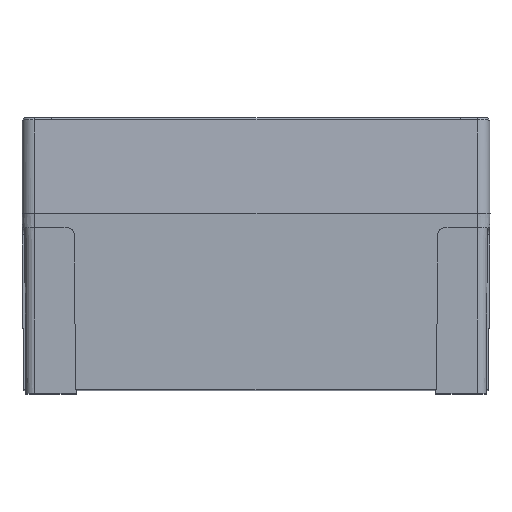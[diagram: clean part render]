
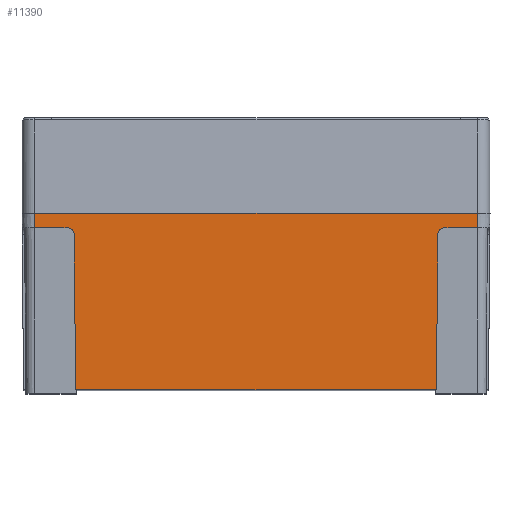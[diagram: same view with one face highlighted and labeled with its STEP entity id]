
A CAD part, top view. The second image highlights one B-rep face of the part: STEP entity #11390.
In plain terms, the highlighted planar face has unit normal (0, -0.009, 1).
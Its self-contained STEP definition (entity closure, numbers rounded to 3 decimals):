
#23 = VERTEX_POINT ( 'NONE', #5520 ) ;
#424 = CARTESIAN_POINT ( 'NONE',  ( -50.533, -5.983, 89.998 ) ) ;
#515 = CARTESIAN_POINT ( 'NONE',  ( -61.55, 0., 90.05 ) ) ;
#540 = CARTESIAN_POINT ( 'NONE',  ( -50.586, 0.096, 90.051 ) ) ;
#616 = ORIENTED_EDGE ( 'NONE', *, *, #3785, .T. ) ;
#635 = DIRECTION ( 'NONE',  ( -1., 0., 0. ) ) ;
#644 = ORIENTED_EDGE ( 'NONE', *, *, #2290, .F. ) ;
#1232 =( BOUNDED_CURVE ( )  B_SPLINE_CURVE ( 3, ( #3624, #2039, #7340, #11063 ),
 .UNSPECIFIED., .F., .F. ) 
 B_SPLINE_CURVE_WITH_KNOTS ( ( 4, 4 ),
 ( 1.58, 3.142 ),
 .UNSPECIFIED. ) 
 CURVE ( )  GEOMETRIC_REPRESENTATION_ITEM ( )  RATIONAL_B_SPLINE_CURVE ( ( 1., 0.807, 0.807, 1. ) ) 
 REPRESENTATION_ITEM ( '' )  );
#1249 = EDGE_CURVE ( 'NONE', #10949, #23, #1232, .T. ) ;
#1281 = ORIENTED_EDGE ( 'NONE', *, *, #1249, .T. ) ;
#1967 = VERTEX_POINT ( 'NONE', #8293 ) ;
#2039 = CARTESIAN_POINT ( 'NONE',  ( 50.543, -4.819, 90.008 ) ) ;
#2042 = LINE ( 'NONE', #11250, #7981 ) ;
#2145 = VECTOR ( 'NONE', #11784, 1000. ) ;
#2201 = CARTESIAN_POINT ( 'NONE',  ( -61.55, -4., 90.015 ) ) ;
#2249 = DIRECTION ( 'NONE',  ( 1., 0., 0. ) ) ;
#2290 = EDGE_CURVE ( 'NONE', #8220, #9489, #2042, .T. ) ;
#2729 = ORIENTED_EDGE ( 'NONE', *, *, #10285, .F. ) ;
#2893 = EDGE_CURVE ( 'NONE', #7844, #1967, #3738, .T. ) ;
#2943 = PLANE ( 'NONE',  #6466 ) ;
#2964 = EDGE_CURVE ( 'NONE', #8882, #1967, #8119, .T. ) ;
#3624 = CARTESIAN_POINT ( 'NONE',  ( 50.533, -5.983, 89.998 ) ) ;
#3689 = LINE ( 'NONE', #7409, #11988 ) ;
#3735 = FACE_OUTER_BOUND ( 'NONE', #4818, .T. ) ;
#3738 =( BOUNDED_CURVE ( )  B_SPLINE_CURVE ( 3, ( #3980, #7637, #8859, #424 ),
 .UNSPECIFIED., .F., .F. ) 
 B_SPLINE_CURVE_WITH_KNOTS ( ( 4, 4 ),
 ( 3.142, 4.704 ),
 .UNSPECIFIED. ) 
 CURVE ( )  GEOMETRIC_REPRESENTATION_ITEM ( )  RATIONAL_B_SPLINE_CURVE ( ( 1., 0.807, 0.807, 1. ) ) 
 REPRESENTATION_ITEM ( '' )  );
#3785 = EDGE_CURVE ( 'NONE', #8220, #7844, #8593, .T. ) ;
#3843 = DIRECTION ( 'NONE',  ( 0., -0.009, 1. ) ) ;
#3980 = CARTESIAN_POINT ( 'NONE',  ( -52.533, -4., 90.015 ) ) ;
#4032 = VECTOR ( 'NONE', #10718, 1000. ) ;
#4711 = EDGE_CURVE ( 'NONE', #9489, #9370, #8896, .T. ) ;
#4818 = EDGE_LOOP ( 'NONE', ( #2729, #1281, #8316, #4978, #7831, #644, #616, #9246, #7688, #6282 ) ) ;
#4848 = DIRECTION ( 'NONE',  ( 0., 1., 0.009 ) ) ;
#4896 = CARTESIAN_POINT ( 'NONE',  ( -50.157, -49., 89.622 ) ) ;
#4978 = ORIENTED_EDGE ( 'NONE', *, *, #11112, .T. ) ;
#5386 = CARTESIAN_POINT ( 'NONE',  ( -61.55, 0., 90.05 ) ) ;
#5520 = CARTESIAN_POINT ( 'NONE',  ( 52.533, -4., 90.015 ) ) ;
#5582 = VERTEX_POINT ( 'NONE', #11600 ) ;
#5700 = CARTESIAN_POINT ( 'NONE',  ( 50.533, -5.983, 89.998 ) ) ;
#6019 = VECTOR ( 'NONE', #6394, 1000. ) ;
#6282 = ORIENTED_EDGE ( 'NONE', *, *, #6390, .T. ) ;
#6390 = EDGE_CURVE ( 'NONE', #8882, #5582, #7985, .T. ) ;
#6394 = DIRECTION ( 'NONE',  ( 1., 0., 0. ) ) ;
#6466 = AXIS2_PLACEMENT_3D ( 'NONE', #9342, #3843, #7562 ) ;
#6909 = LINE ( 'NONE', #8683, #7906 ) ;
#7340 = CARTESIAN_POINT ( 'NONE',  ( 51.369, -4., 90.015 ) ) ;
#7409 = CARTESIAN_POINT ( 'NONE',  ( 50.576, -0.978, 90.041 ) ) ;
#7524 = EDGE_CURVE ( 'NONE', #7786, #23, #8085, .T. ) ;
#7562 = DIRECTION ( 'NONE',  ( 0., -1., -0.009 ) ) ;
#7637 = CARTESIAN_POINT ( 'NONE',  ( -51.369, -4., 90.015 ) ) ;
#7688 = ORIENTED_EDGE ( 'NONE', *, *, #2964, .F. ) ;
#7786 = VERTEX_POINT ( 'NONE', #8672 ) ;
#7831 = ORIENTED_EDGE ( 'NONE', *, *, #4711, .F. ) ;
#7844 = VERTEX_POINT ( 'NONE', #9645 ) ;
#7880 = CARTESIAN_POINT ( 'NONE',  ( 61.55, 0., 90.05 ) ) ;
#7906 = VECTOR ( 'NONE', #10684, 1000. ) ;
#7981 = VECTOR ( 'NONE', #4848, 1000. ) ;
#7985 = LINE ( 'NONE', #11827, #6019 ) ;
#8085 = LINE ( 'NONE', #8889, #9547 ) ;
#8119 = LINE ( 'NONE', #540, #2145 ) ;
#8220 = VERTEX_POINT ( 'NONE', #2201 ) ;
#8293 = CARTESIAN_POINT ( 'NONE',  ( -50.533, -5.983, 89.998 ) ) ;
#8316 = ORIENTED_EDGE ( 'NONE', *, *, #7524, .F. ) ;
#8593 = LINE ( 'NONE', #10593, #11310 ) ;
#8672 = CARTESIAN_POINT ( 'NONE',  ( 61.55, -4., 90.015 ) ) ;
#8683 = CARTESIAN_POINT ( 'NONE',  ( 61.55, 0., 90.05 ) ) ;
#8859 = CARTESIAN_POINT ( 'NONE',  ( -50.543, -4.819, 90.008 ) ) ;
#8882 = VERTEX_POINT ( 'NONE', #4896 ) ;
#8889 = CARTESIAN_POINT ( 'NONE',  ( -61.55, -4., 90.015 ) ) ;
#8896 = LINE ( 'NONE', #515, #4032 ) ;
#9246 = ORIENTED_EDGE ( 'NONE', *, *, #2893, .T. ) ;
#9342 = CARTESIAN_POINT ( 'NONE',  ( -61.55, 0., 90.05 ) ) ;
#9370 = VERTEX_POINT ( 'NONE', #7880 ) ;
#9489 = VERTEX_POINT ( 'NONE', #5386 ) ;
#9547 = VECTOR ( 'NONE', #635, 1000. ) ;
#9645 = CARTESIAN_POINT ( 'NONE',  ( -52.533, -4., 90.015 ) ) ;
#10285 = EDGE_CURVE ( 'NONE', #10949, #5582, #3689, .T. ) ;
#10593 = CARTESIAN_POINT ( 'NONE',  ( -61.55, -4., 90.015 ) ) ;
#10684 = DIRECTION ( 'NONE',  ( 0., 1., 0.009 ) ) ;
#10718 = DIRECTION ( 'NONE',  ( 1., 0., 0. ) ) ;
#10949 = VERTEX_POINT ( 'NONE', #5700 ) ;
#11063 = CARTESIAN_POINT ( 'NONE',  ( 52.533, -4., 90.015 ) ) ;
#11112 = EDGE_CURVE ( 'NONE', #7786, #9370, #6909, .T. ) ;
#11129 = DIRECTION ( 'NONE',  ( -0.009, -1., -0.009 ) ) ;
#11250 = CARTESIAN_POINT ( 'NONE',  ( -61.55, 0., 90.05 ) ) ;
#11310 = VECTOR ( 'NONE', #2249, 1000. ) ;
#11390 = ADVANCED_FACE ( 'NONE', ( #3735 ), #2943, .T. ) ;
#11600 = CARTESIAN_POINT ( 'NONE',  ( 50.157, -49., 89.622 ) ) ;
#11784 = DIRECTION ( 'NONE',  ( -0.009, 1., 0.009 ) ) ;
#11827 = CARTESIAN_POINT ( 'NONE',  ( -61.55, -49., 89.622 ) ) ;
#11988 = VECTOR ( 'NONE', #11129, 1000. ) ;
